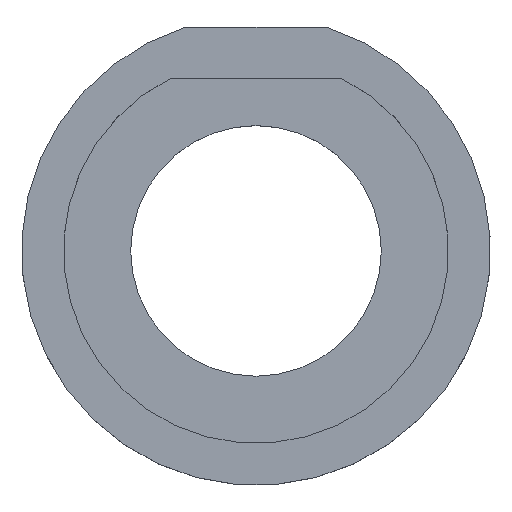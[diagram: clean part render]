
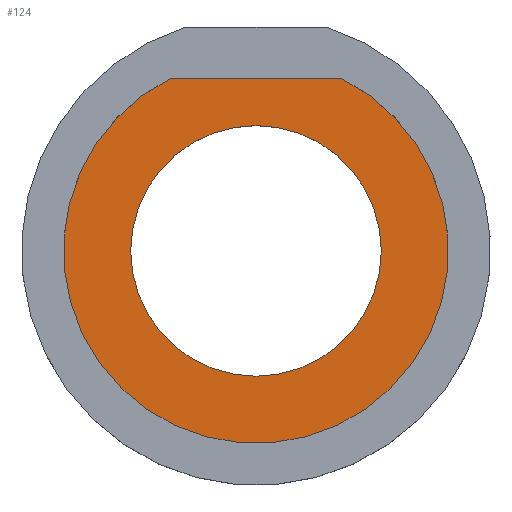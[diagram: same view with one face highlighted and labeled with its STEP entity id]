
A CAD part, top view. The second image highlights one B-rep face of the part: STEP entity #124.
In plain terms, the highlighted planar face has unit normal (0, 0, 1).
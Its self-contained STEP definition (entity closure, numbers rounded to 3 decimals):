
#18=FACE_BOUND('',#30,.T.);
#21=FACE_OUTER_BOUND('',#29,.T.);
#29=EDGE_LOOP('',(#89,#90));
#30=EDGE_LOOP('',(#91));
#40=CIRCLE('',#147,9.525);
#41=CIRCLE('',#148,6.2);
#46=LINE('',#203,#55);
#55=VECTOR('',#164,10.);
#64=VERTEX_POINT('',#201);
#65=VERTEX_POINT('',#202);
#66=VERTEX_POINT('',#205);
#74=EDGE_CURVE('',#64,#65,#46,.T.);
#75=EDGE_CURVE('',#65,#64,#40,.T.);
#76=EDGE_CURVE('',#66,#66,#41,.T.);
#89=ORIENTED_EDGE('',*,*,#74,.T.);
#90=ORIENTED_EDGE('',*,*,#75,.T.);
#91=ORIENTED_EDGE('',*,*,#76,.F.);
#119=PLANE('',#146);
#124=ADVANCED_FACE('',(#21,#18),#119,.F.);
#146=AXIS2_PLACEMENT_3D('',#200,#162,#163);
#147=AXIS2_PLACEMENT_3D('',#204,#165,#166);
#148=AXIS2_PLACEMENT_3D('',#206,#167,#168);
#162=DIRECTION('center_axis',(0.,0.,
-1.));
#163=DIRECTION('ref_axis',(1.,0.,0.));
#164=DIRECTION('',(-1.,0.,0.));
#165=DIRECTION('center_axis',(0.,0.,1.));
#166=DIRECTION('ref_axis',(0.446,0.895,0.));
#167=DIRECTION('center_axis',(0.,0.,1.));
#168=DIRECTION('ref_axis',(1.,0.,0.));
#200=CARTESIAN_POINT('Origin',(0.,-17.325,-2.45));
#201=CARTESIAN_POINT('',(4.249,-8.525,-2.45));
#202=CARTESIAN_POINT('',(-4.249,-8.525,-2.45));
#203=CARTESIAN_POINT('',(4.249,-8.525,-2.45));
#204=CARTESIAN_POINT('Origin',(0.,-17.05,-2.45));
#205=CARTESIAN_POINT('',(-6.2,-17.05,-2.45));
#206=CARTESIAN_POINT('Origin',(0.,-17.05,-2.45));
